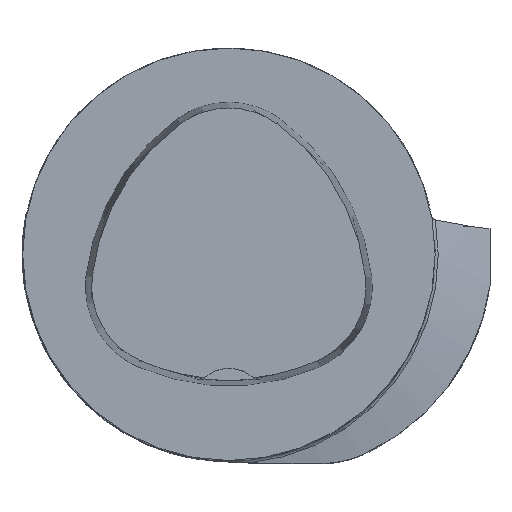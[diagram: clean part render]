
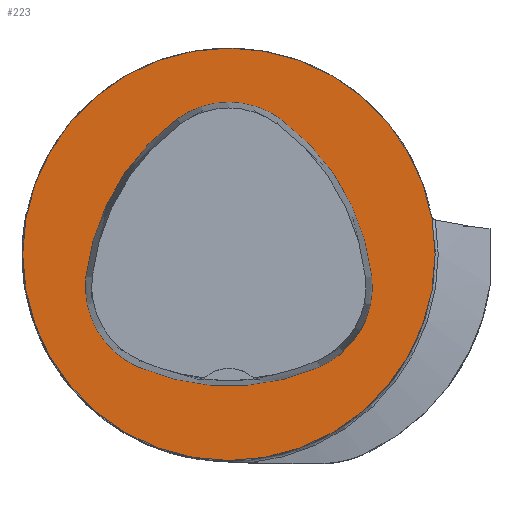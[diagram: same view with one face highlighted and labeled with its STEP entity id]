
A CAD part, top view. The second image highlights one B-rep face of the part: STEP entity #223.
In plain terms, the highlighted planar face has unit normal (0, 0, 1).
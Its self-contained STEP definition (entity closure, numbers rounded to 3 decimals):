
#223=ADVANCED_FACE('',(#457,#458),#271,.T.);
#271=PLANE('',#1299);
#457=FACE_BOUND('',#504,.T.);
#458=FACE_BOUND('',#505,.T.);
#504=EDGE_LOOP('',(#728,#729,#730,#731,#732,#733));
#505=EDGE_LOOP('',(#734));
#728=ORIENTED_EDGE('',*,*,#1069,.T.);
#729=ORIENTED_EDGE('',*,*,#1049,.T.);
#730=ORIENTED_EDGE('',*,*,#1053,.T.);
#731=ORIENTED_EDGE('',*,*,#1056,.T.);
#732=ORIENTED_EDGE('',*,*,#1059,.T.);
#733=ORIENTED_EDGE('',*,*,#1067,.T.);
#734=ORIENTED_EDGE('',*,*,#1040,.F.);
#915=VERTEX_POINT('',#2031);
#924=VERTEX_POINT('',#2050);
#925=VERTEX_POINT('',#2051);
#928=VERTEX_POINT('',#2059);
#930=VERTEX_POINT('',#2065);
#932=VERTEX_POINT('',#2071);
#939=VERTEX_POINT('',#2092);
#1040=EDGE_CURVE('',#915,#915,#1115,.T.);
#1049=EDGE_CURVE('',#924,#925,#1116,.T.);
#1053=EDGE_CURVE('',#925,#928,#1118,.T.);
#1056=EDGE_CURVE('',#928,#930,#1120,.T.);
#1059=EDGE_CURVE('',#930,#932,#1122,.T.);
#1067=EDGE_CURVE('',#932,#939,#1126,.T.);
#1069=EDGE_CURVE('',#939,#924,#1128,.T.);
#1115=CIRCLE('',#1271,40.);
#1116=CIRCLE('',#1277,44.);
#1118=CIRCLE('',#1280,17.);
#1120=CIRCLE('',#1283,44.);
#1122=CIRCLE('',#1286,17.);
#1126=CIRCLE('',#1291,44.);
#1128=CIRCLE('',#1294,17.);
#1271=AXIS2_PLACEMENT_3D('',#2030,#1505,#1506);
#1277=AXIS2_PLACEMENT_3D('',#2049,#1521,#1522);
#1280=AXIS2_PLACEMENT_3D('',#2058,#1529,#1530);
#1283=AXIS2_PLACEMENT_3D('',#2064,#1536,#1537);
#1286=AXIS2_PLACEMENT_3D('',#2070,#1543,#1544);
#1291=AXIS2_PLACEMENT_3D('',#2093,#1555,#1556);
#1294=AXIS2_PLACEMENT_3D('',#2096,#1561,#1562);
#1299=AXIS2_PLACEMENT_3D('',#2101,#1571,#1572);
#1505=DIRECTION('',(0.,0.,-1.));
#1506=DIRECTION('',(-1.,0.,0.));
#1521=DIRECTION('',(0.,0.,-1.));
#1522=DIRECTION('',(-1.,0.,0.));
#1529=DIRECTION('',(0.,0.,-1.));
#1530=DIRECTION('',(-1.,0.,0.));
#1536=DIRECTION('',(0.,0.,-1.));
#1537=DIRECTION('',(-1.,0.,0.));
#1543=DIRECTION('',(0.,0.,-1.));
#1544=DIRECTION('',(-1.,0.,0.));
#1555=DIRECTION('',(0.,0.,-1.));
#1556=DIRECTION('',(-1.,0.,0.));
#1561=DIRECTION('',(0.,0.,-1.));
#1562=DIRECTION('',(-1.,0.,0.));
#1571=DIRECTION('',(0.,0.,1.));
#1572=DIRECTION('',(1.,0.,0.));
#2030=CARTESIAN_POINT('',(0.,0.,0.));
#2031=CARTESIAN_POINT('',(-40.,0.,0.));
#2049=CARTESIAN_POINT('',(16.01,-9.224,0.));
#2050=CARTESIAN_POINT('',(-27.722,-4.378,0.));
#2051=CARTESIAN_POINT('',(-10.119,26.178,0.));
#2058=CARTESIAN_POINT('',(-0.023,12.5,0.));
#2059=CARTESIAN_POINT('',(10.049,26.194,0.));
#2064=CARTESIAN_POINT('',(-16.021,-9.25,0.));
#2065=CARTESIAN_POINT('',(27.71,-4.394,0.));
#2070=CARTESIAN_POINT('',(10.814,-6.27,0.));
#2071=CARTESIAN_POINT('',(17.611,-21.852,0.));
#2092=CARTESIAN_POINT('',(-17.652,-21.819,0.));
#2093=CARTESIAN_POINT('',(0.017,18.477,0.));
#2096=CARTESIAN_POINT('',(-10.825,-6.25,0.));
#2101=CARTESIAN_POINT('',(0.,0.,0.));
